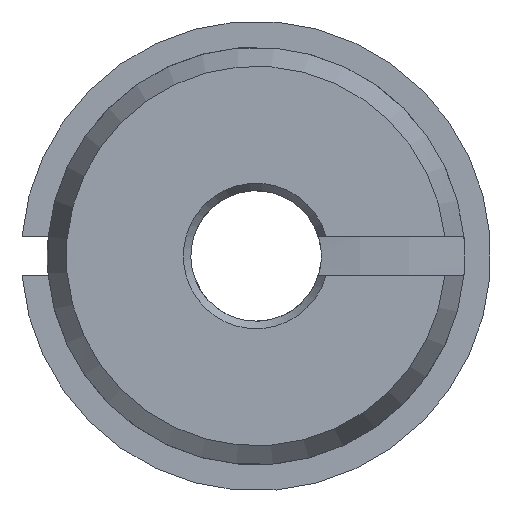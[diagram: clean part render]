
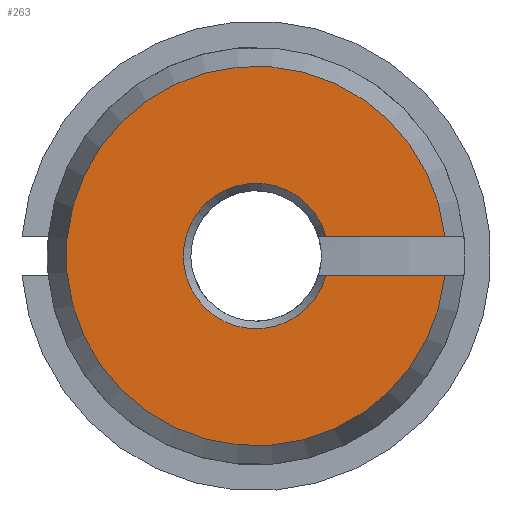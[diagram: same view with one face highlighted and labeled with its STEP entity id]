
A CAD part, left-side view. The second image highlights one B-rep face of the part: STEP entity #263.
In plain terms, the highlighted planar face has unit normal (-1, 0, 0).
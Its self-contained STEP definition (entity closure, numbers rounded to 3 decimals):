
#7 = VERTEX_POINT ( 'NONE', #116 ) ;
#17 = DIRECTION ( 'NONE',  ( 0., 0., 1. ) ) ;
#30 = CARTESIAN_POINT ( 'NONE',  ( -37., 0., 0. ) ) ;
#41 = DIRECTION ( 'NONE',  ( 0., 0., -1. ) ) ;
#55 = LINE ( 'NONE', #279, #196 ) ;
#64 = ORIENTED_EDGE ( 'NONE', *, *, #156, .T. ) ;
#79 = DIRECTION ( 'NONE',  ( 0., 1., 0. ) ) ;
#82 = PLANE ( 'NONE',  #197 ) ;
#103 = EDGE_CURVE ( 'NONE', #7, #382, #218, .T. ) ;
#116 = CARTESIAN_POINT ( 'NONE',  ( -37., -2.686, 0.75 ) ) ;
#128 = VECTOR ( 'NONE', #471, 1000. ) ;
#156 = EDGE_CURVE ( 'NONE', #250, #202, #204, .T. ) ;
#180 = CARTESIAN_POINT ( 'NONE',  ( -37., -7.233, -0.75 ) ) ;
#182 = AXIS2_PLACEMENT_3D ( 'NONE', #576, #318, #17 ) ;
#196 = VECTOR ( 'NONE', #79, 1000. ) ;
#197 = AXIS2_PLACEMENT_3D ( 'NONE', #331, #493, #41 ) ;
#202 = VERTEX_POINT ( 'NONE', #180 ) ;
#204 = CIRCLE ( 'NONE', #182, 7.272 ) ;
#218 = CIRCLE ( 'NONE', #303, 2.789 ) ;
#241 = LINE ( 'NONE', #514, #128 ) ;
#250 = VERTEX_POINT ( 'NONE', #373 ) ;
#263 = ADVANCED_FACE ( 'NONE', ( #419 ), #82, .F. ) ;
#268 = DIRECTION ( 'NONE',  ( 0., 0., 1. ) ) ;
#279 = CARTESIAN_POINT ( 'NONE',  ( -37., 7.272, -0.75 ) ) ;
#303 = AXIS2_PLACEMENT_3D ( 'NONE', #30, #529, #268 ) ;
#318 = DIRECTION ( 'NONE',  ( -1., 0., 0. ) ) ;
#323 = EDGE_CURVE ( 'NONE', #202, #382, #55, .T. ) ;
#331 = CARTESIAN_POINT ( 'NONE',  ( -37., 7.272, 0. ) ) ;
#373 = CARTESIAN_POINT ( 'NONE',  ( -37., -7.233, 0.75 ) ) ;
#382 = VERTEX_POINT ( 'NONE', #424 ) ;
#419 = FACE_OUTER_BOUND ( 'NONE', #596, .T. ) ;
#423 = ORIENTED_EDGE ( 'NONE', *, *, #323, .T. ) ;
#424 = CARTESIAN_POINT ( 'NONE',  ( -37., -2.686, -0.75 ) ) ;
#430 = ORIENTED_EDGE ( 'NONE', *, *, #517, .F. ) ;
#468 = ORIENTED_EDGE ( 'NONE', *, *, #103, .F. ) ;
#471 = DIRECTION ( 'NONE',  ( 0., 1., 0. ) ) ;
#493 = DIRECTION ( 'NONE',  ( 1., 0., 0. ) ) ;
#514 = CARTESIAN_POINT ( 'NONE',  ( -37., 7.272, 0.75 ) ) ;
#517 = EDGE_CURVE ( 'NONE', #250, #7, #241, .T. ) ;
#529 = DIRECTION ( 'NONE',  ( -1., 0., 0. ) ) ;
#576 = CARTESIAN_POINT ( 'NONE',  ( -37., 0., 0. ) ) ;
#596 = EDGE_LOOP ( 'NONE', ( #64, #423, #468, #430 ) ) ;
